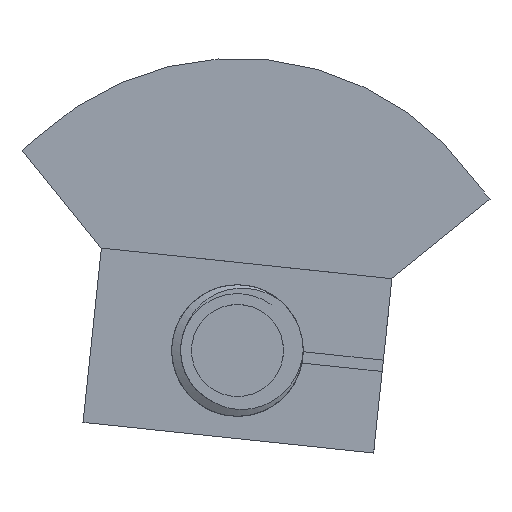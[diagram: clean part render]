
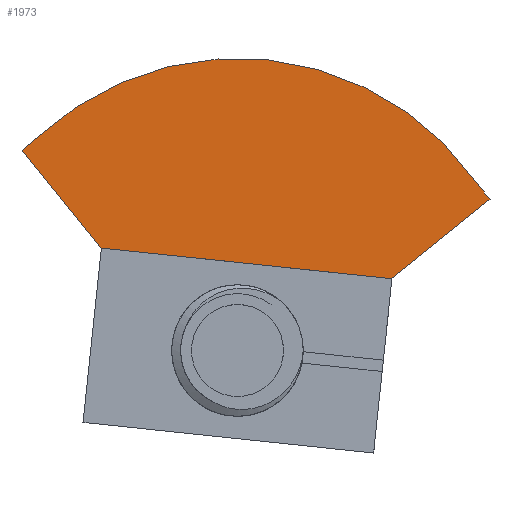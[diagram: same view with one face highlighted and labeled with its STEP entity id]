
A CAD part, front view. The second image highlights one B-rep face of the part: STEP entity #1973.
In plain terms, the highlighted planar face has unit normal (0, -1, 0).
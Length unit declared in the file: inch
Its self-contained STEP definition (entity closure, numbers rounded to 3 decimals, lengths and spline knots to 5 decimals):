
#13 = CARTESIAN_POINT ( 'NONE',  ( 0., 0., 0. ) ) ;
#36 = EDGE_CURVE ( 'NONE', #2846, #590, #323, .T. ) ;
#61 = CARTESIAN_POINT ( 'NONE',  ( 0., 0., 0. ) ) ;
#123 = EDGE_CURVE ( 'NONE', #2846, #2839, #1539, .T. ) ;
#168 = CARTESIAN_POINT ( 'NONE',  ( 0., 0., 0. ) ) ;
#323 = LINE ( 'NONE', #2728, #3236 ) ;
#380 = DIRECTION ( 'NONE',  ( -0.707, 0., 0.707 ) ) ;
#490 = ORIENTED_EDGE ( 'NONE', *, *, #2631, .F. ) ;
#574 = VECTOR ( 'NONE', #3590, 39.37008 ) ;
#590 = VERTEX_POINT ( 'NONE', #1599 ) ;
#592 = ORIENTED_EDGE ( 'NONE', *, *, #1921, .T. ) ;
#610 = VECTOR ( 'NONE', #3378, 39.37008 ) ;
#649 = CARTESIAN_POINT ( 'NONE',  ( -0.75, 0., 1.25 ) ) ;
#708 = EDGE_CURVE ( 'NONE', #2713, #2617, #3019, .T. ) ;
#737 = EDGE_CURVE ( 'NONE', #2617, #764, #2837, .T. ) ;
#764 = VERTEX_POINT ( 'NONE', #1793 ) ;
#803 = DIRECTION ( 'NONE',  ( 0., 0., -1. ) ) ;
#853 = LINE ( 'NONE', #168, #2076 ) ;
#1095 = VERTEX_POINT ( 'NONE', #649 ) ;
#1143 = ORIENTED_EDGE ( 'NONE', *, *, #36, .T. ) ;
#1166 = AXIS2_PLACEMENT_3D ( 'NONE', #1334, #3705, #1928 ) ;
#1184 = ORIENTED_EDGE ( 'NONE', *, *, #2077, .T. ) ;
#1192 = CARTESIAN_POINT ( 'NONE',  ( 0., 0., 0.4 ) ) ;
#1237 = CARTESIAN_POINT ( 'NONE',  ( 0.25, 0., -0.25 ) ) ;
#1334 = CARTESIAN_POINT ( 'NONE',  ( 0., 0., 0. ) ) ;
#1341 = EDGE_CURVE ( 'NONE', #2614, #3874, #3204, .T. ) ;
#1405 = ORIENTED_EDGE ( 'NONE', *, *, #123, .F. ) ;
#1406 = AXIS2_PLACEMENT_3D ( 'NONE', #13, #3017, #1819 ) ;
#1459 = VECTOR ( 'NONE', #3082, 39.37008 ) ;
#1539 = LINE ( 'NONE', #1237, #1459 ) ;
#1599 = CARTESIAN_POINT ( 'NONE',  ( 0., 0., -1.25 ) ) ;
#1618 = CARTESIAN_POINT ( 'NONE',  ( -1.76316, 0., 1.76316 ) ) ;
#1699 = LINE ( 'NONE', #3869, #610 ) ;
#1701 = VECTOR ( 'NONE', #380, 39.37008 ) ;
#1793 = CARTESIAN_POINT ( 'NONE',  ( 0., 0., -0.4 ) ) ;
#1819 = DIRECTION ( 'NONE',  ( 0., 0., -1. ) ) ;
#1842 = FACE_OUTER_BOUND ( 'NONE', #3551, .T. ) ;
#1877 = CARTESIAN_POINT ( 'NONE',  ( -1.51316, 0., -2.01316 ) ) ;
#1921 = EDGE_CURVE ( 'NONE', #2789, #2839, #1699, .T. ) ;
#1928 = DIRECTION ( 'NONE',  ( 0., 0., 1. ) ) ;
#1973 = ADVANCED_FACE ( 'NONE', ( #1842 ), #2559, .F. ) ;
#2036 = LINE ( 'NONE', #2172, #1701 ) ;
#2076 = VECTOR ( 'NONE', #2254, 39.37008 ) ;
#2077 = EDGE_CURVE ( 'NONE', #590, #764, #853, .T. ) ;
#2171 = LINE ( 'NONE', #2685, #574 ) ;
#2172 = CARTESIAN_POINT ( 'NONE',  ( 0.25, 0., 0.25 ) ) ;
#2184 = CARTESIAN_POINT ( 'NONE',  ( -0.75, 0., -1.25 ) ) ;
#2254 = DIRECTION ( 'NONE',  ( 0., 0., 1. ) ) ;
#2379 = ORIENTED_EDGE ( 'NONE', *, *, #708, .F. ) ;
#2485 = DIRECTION ( 'NONE',  ( 0., -1., 0. ) ) ;
#2524 = DIRECTION ( 'NONE',  ( 0.707, 0., 0.707 ) ) ;
#2559 = PLANE ( 'NONE',  #1166 ) ;
#2614 = VERTEX_POINT ( 'NONE', #3776 ) ;
#2617 = VERTEX_POINT ( 'NONE', #1192 ) ;
#2631 = EDGE_CURVE ( 'NONE', #1095, #2713, #2171, .T. ) ;
#2679 = EDGE_CURVE ( 'NONE', #2614, #2789, #3664, .T. ) ;
#2685 = CARTESIAN_POINT ( 'NONE',  ( 0., 0., 1.25 ) ) ;
#2697 = ORIENTED_EDGE ( 'NONE', *, *, #737, .F. ) ;
#2711 = ORIENTED_EDGE ( 'NONE', *, *, #2802, .T. ) ;
#2713 = VERTEX_POINT ( 'NONE', #3088 ) ;
#2715 = DIRECTION ( 'NONE',  ( 1., 0., 0. ) ) ;
#2728 = CARTESIAN_POINT ( 'NONE',  ( 0., 0., -1.25 ) ) ;
#2763 = CARTESIAN_POINT ( 'NONE',  ( -1.51316, 0., 2.01316 ) ) ;
#2789 = VERTEX_POINT ( 'NONE', #3374 ) ;
#2802 = EDGE_CURVE ( 'NONE', #1095, #3874, #2036, .T. ) ;
#2837 = CIRCLE ( 'NONE', #1406, 0.4 ) ;
#2839 = VERTEX_POINT ( 'NONE', #1877 ) ;
#2846 = VERTEX_POINT ( 'NONE', #2184 ) ;
#2926 = VECTOR ( 'NONE', #2524, 39.37008 ) ;
#3017 = DIRECTION ( 'NONE',  ( 0., -1., 0. ) ) ;
#3019 = LINE ( 'NONE', #3138, #3759 ) ;
#3038 = DIRECTION ( 'NONE',  ( 0., 0., -1. ) ) ;
#3082 = DIRECTION ( 'NONE',  ( -0.707, 0., -0.707 ) ) ;
#3088 = CARTESIAN_POINT ( 'NONE',  ( 0., 0., 1.25 ) ) ;
#3138 = CARTESIAN_POINT ( 'NONE',  ( 0., 0., 0. ) ) ;
#3204 = LINE ( 'NONE', #1618, #2926 ) ;
#3236 = VECTOR ( 'NONE', #2715, 39.37008 ) ;
#3372 = ORIENTED_EDGE ( 'NONE', *, *, #2679, .T. ) ;
#3374 = CARTESIAN_POINT ( 'NONE',  ( -1.63566, 0., -1.89066 ) ) ;
#3378 = DIRECTION ( 'NONE',  ( 0.707, 0., -0.707 ) ) ;
#3385 = AXIS2_PLACEMENT_3D ( 'NONE', #61, #2485, #3038 ) ;
#3551 = EDGE_LOOP ( 'NONE', ( #1184, #2697, #2379, #490, #2711, #3724, #3372, #592, #1405, #1143 ) ) ;
#3590 = DIRECTION ( 'NONE',  ( 1., 0., 0. ) ) ;
#3664 = CIRCLE ( 'NONE', #3385, 2.5 ) ;
#3705 = DIRECTION ( 'NONE',  ( 0., 1., 0. ) ) ;
#3724 = ORIENTED_EDGE ( 'NONE', *, *, #1341, .F. ) ;
#3759 = VECTOR ( 'NONE', #803, 39.37008 ) ;
#3776 = CARTESIAN_POINT ( 'NONE',  ( -1.63566, 0., 1.89066 ) ) ;
#3869 = CARTESIAN_POINT ( 'NONE',  ( -1.76316, 0., -1.76316 ) ) ;
#3874 = VERTEX_POINT ( 'NONE', #2763 ) ;
